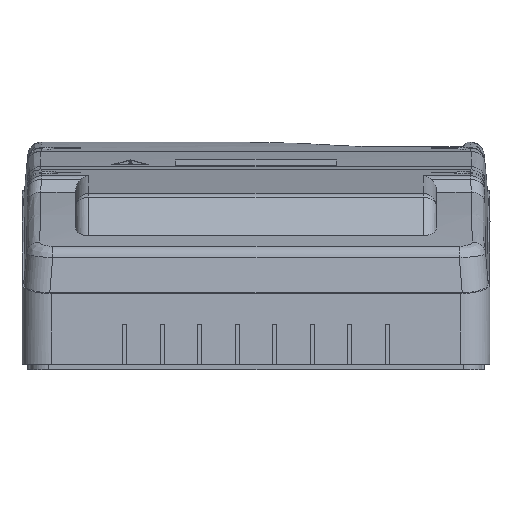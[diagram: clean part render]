
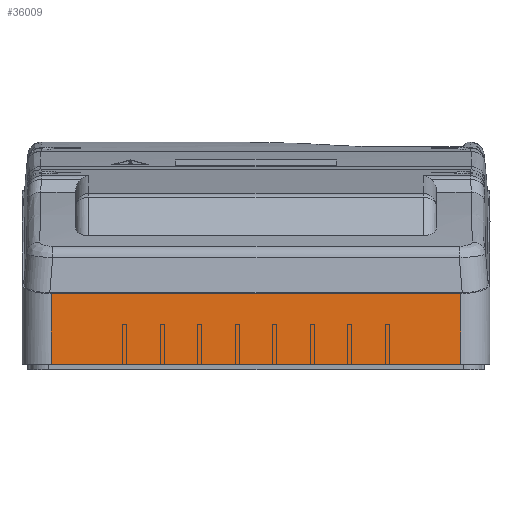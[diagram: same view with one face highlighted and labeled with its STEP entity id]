
A CAD part, front view. The second image highlights one B-rep face of the part: STEP entity #36009.
In plain terms, the highlighted planar face has unit normal (0, -0.999, 0.052).
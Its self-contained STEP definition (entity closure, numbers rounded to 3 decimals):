
#3154 = ORIENTED_EDGE ( 'NONE', *, *, #40891, .T. ) ;
#4311 = CARTESIAN_POINT ( 'NONE',  ( 492.567, -701.39, -170.305 ) ) ;
#4722 = ORIENTED_EDGE ( 'NONE', *, *, #8133, .F. ) ;
#8133 = EDGE_CURVE ( 'NONE', #9666, #31363, #24261, .T. ) ;
#8552 = CARTESIAN_POINT ( 'NONE',  ( 645.567, -701.39, -170.305 ) ) ;
#9353 = DIRECTION ( 'NONE',  ( 1., 0., 0. ) ) ;
#9666 = VERTEX_POINT ( 'NONE', #8552 ) ;
#10895 = VECTOR ( 'NONE', #33120, 1000. ) ;
#12529 = LINE ( 'NONE', #33999, #35692 ) ;
#14258 = CARTESIAN_POINT ( 'NONE',  ( 492.567, -702.775, -196.732 ) ) ;
#16082 = ORIENTED_EDGE ( 'NONE', *, *, #45083, .T. ) ;
#16537 = CARTESIAN_POINT ( 'NONE',  ( 492.567, -701.39, -170.305 ) ) ;
#17497 = VECTOR ( 'NONE', #22797, 1000. ) ;
#17846 = CARTESIAN_POINT ( 'NONE',  ( 645.567, -702.775, -196.732 ) ) ;
#20046 = DIRECTION ( 'NONE',  ( 1., 0., 0. ) ) ;
#21270 = CARTESIAN_POINT ( 'NONE',  ( 645.567, -701.34, -169.357 ) ) ;
#22797 = DIRECTION ( 'NONE',  ( 0., -0.052, -0.999 ) ) ;
#24068 = VERTEX_POINT ( 'NONE', #14258 ) ;
#24261 = LINE ( 'NONE', #21270, #10895 ) ;
#25265 = CARTESIAN_POINT ( 'NONE',  ( 656.567, -701.39, -170.305 ) ) ;
#27634 = EDGE_LOOP ( 'NONE', ( #4722, #32281, #16082, #3154 ) ) ;
#28481 = DIRECTION ( 'NONE',  ( 0., -0.999, 0.052 ) ) ;
#28506 = LINE ( 'NONE', #4311, #17497 ) ;
#28731 = VECTOR ( 'NONE', #9353, 1000. ) ;
#31363 = VERTEX_POINT ( 'NONE', #17846 ) ;
#32281 = ORIENTED_EDGE ( 'NONE', *, *, #40799, .F. ) ;
#32551 = DIRECTION ( 'NONE',  ( 0., -0.052, -0.999 ) ) ;
#33120 = DIRECTION ( 'NONE',  ( 0., -0.052, -0.999 ) ) ;
#33999 = CARTESIAN_POINT ( 'NONE',  ( 656.326, -701.39, -170.305 ) ) ;
#34663 = FACE_OUTER_BOUND ( 'NONE', #27634, .T. ) ;
#35692 = VECTOR ( 'NONE', #20046, 1000. ) ;
#36009 = ADVANCED_FACE ( 'NONE', ( #34663 ), #43389, .T. ) ;
#36868 = LINE ( 'NONE', #46300, #28731 ) ;
#40799 = EDGE_CURVE ( 'NONE', #42664, #9666, #12529, .T. ) ;
#40891 = EDGE_CURVE ( 'NONE', #24068, #31363, #36868, .T. ) ;
#42664 = VERTEX_POINT ( 'NONE', #16537 ) ;
#43389 = PLANE ( 'NONE',  #45281 ) ;
#45083 = EDGE_CURVE ( 'NONE', #42664, #24068, #28506, .T. ) ;
#45281 = AXIS2_PLACEMENT_3D ( 'NONE', #25265, #28481, #32551 ) ;
#46300 = CARTESIAN_POINT ( 'NONE',  ( 656.567, -702.775, -196.732 ) ) ;
